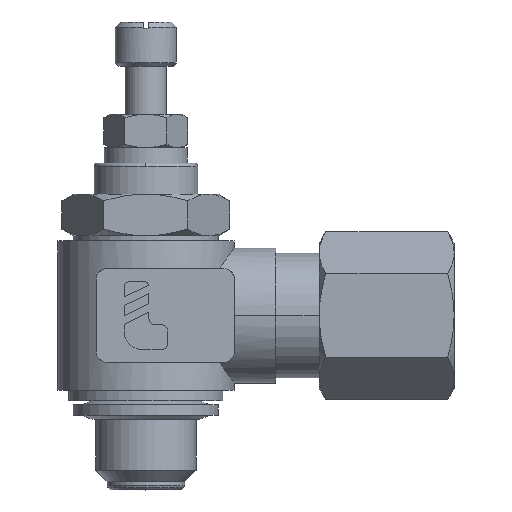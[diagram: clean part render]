
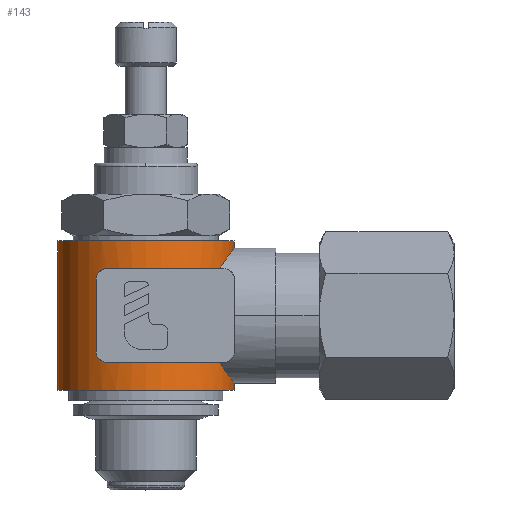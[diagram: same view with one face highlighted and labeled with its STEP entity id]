
A CAD part, top view. The second image highlights one B-rep face of the part: STEP entity #143.
In plain terms, the highlighted cylindrical face has radius 8.5 mm (diameter 17 mm), a partial arc.
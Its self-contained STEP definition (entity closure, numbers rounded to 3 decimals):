
#143=ADVANCED_FACE('',(#432),#433,.T.);
#432=FACE_OUTER_BOUND('',#826,.T.);
#433=CYLINDRICAL_SURFACE('',#827,8.5);
#826=EDGE_LOOP('',(#1760,#1761,#1762,#1763,#1764,#1765,#1766,#1767,#1768,#1769,#1770,#1771,#1772,#1773));
#827=AXIS2_PLACEMENT_3D('',#1774,#1775,#1776);
#1760=ORIENTED_EDGE('',*,*,#2576,.T.);
#1761=ORIENTED_EDGE('',*,*,#2738,.T.);
#1762=ORIENTED_EDGE('',*,*,#2712,.T.);
#1763=ORIENTED_EDGE('',*,*,#2710,.T.);
#1764=ORIENTED_EDGE('',*,*,#2699,.T.);
#1765=ORIENTED_EDGE('',*,*,#2689,.T.);
#1766=ORIENTED_EDGE('',*,*,#2693,.T.);
#1767=ORIENTED_EDGE('',*,*,#2707,.T.);
#1768=ORIENTED_EDGE('',*,*,#2704,.T.);
#1769=ORIENTED_EDGE('',*,*,#2530,.T.);
#1770=ORIENTED_EDGE('',*,*,#2580,.T.);
#1771=ORIENTED_EDGE('',*,*,#2739,.F.);
#1772=ORIENTED_EDGE('',*,*,#2578,.T.);
#1773=ORIENTED_EDGE('',*,*,#2740,.F.);
#1774=CARTESIAN_POINT('',(0.022,16.8,0.0));
#1775=DIRECTION('',(-0.0,1.0,0.0));
#1776=DIRECTION('',(1.0,0.0,0.0));
#2530=EDGE_CURVE('',#3027,#3025,#3028,.T.);
#2576=EDGE_CURVE('',#3118,#3119,#3120,.T.);
#2578=EDGE_CURVE('',#3123,#3121,#3124,.T.);
#2580=EDGE_CURVE('',#3025,#3125,#3127,.T.);
#2689=EDGE_CURVE('',#3304,#3305,#3306,.T.);
#2693=EDGE_CURVE('',#3305,#3312,#3313,.T.);
#2699=EDGE_CURVE('',#3322,#3304,#3323,.T.);
#2704=EDGE_CURVE('',#3330,#3027,#3331,.T.);
#2707=EDGE_CURVE('',#3312,#3330,#3335,.T.);
#2710=EDGE_CURVE('',#3338,#3322,#3339,.T.);
#2712=EDGE_CURVE('',#3341,#3338,#3342,.T.);
#2738=EDGE_CURVE('',#3119,#3341,#3380,.T.);
#2739=EDGE_CURVE('',#3123,#3125,#3381,.T.);
#2740=EDGE_CURVE('',#3118,#3121,#3382,.T.);
#3025=VERTEX_POINT('',#3784);
#3027=VERTEX_POINT('',#3797);
#3028=B_SPLINE_CURVE_WITH_KNOTS('',3,(#3798,#3799,#3800,#3801,#3802,#3803,#3804,#3805,#3806,#3807,#3808,#3809),.UNSPECIFIED.,.F.,.F.,(4,2,2,2,2,4),(25.917,26.064,27.349,28.633,29.918,31.202),.UNSPECIFIED.);
#3118=VERTEX_POINT('',#4060);
#3119=VERTEX_POINT('',#4061);
#3120=LINE('',#4062,#4063);
#3121=VERTEX_POINT('',#4064);
#3123=VERTEX_POINT('',#4066);
#3124=LINE('',#4067,#4068);
#3125=VERTEX_POINT('',#4069);
#3127=LINE('',#4071,#4072);
#3304=VERTEX_POINT('',#4472);
#3305=VERTEX_POINT('',#4473);
#3306=LINE('',#4474,#4475);
#3312=VERTEX_POINT('',#4484);
#3313=B_SPLINE_CURVE_WITH_KNOTS('',3,(#4485,#4486,#4487,#4488,#4489,#4490,#4491,#4492,#4493,#4494,#4495,#4496,#4497,#4498,#4499),.UNSPECIFIED.,.F.,.F.,(4,3,2,2,2,2,4),(-0.377,0.0,0.377,0.754,1.19,1.625,2.039),.UNSPECIFIED.);
#3322=VERTEX_POINT('',#4511);
#3323=B_SPLINE_CURVE_WITH_KNOTS('',3,(#4512,#4513,#4514,#4515,#4516,#4517,#4518,#4519,#4520,#4521,#4522,#4523,#4524,#4525),.UNSPECIFIED.,.F.,.F.,(4,2,2,2,2,2,4),(1.162,1.575,2.011,2.446,2.823,3.2,3.577),.UNSPECIFIED.);
#3330=VERTEX_POINT('',#4535);
#3331=CIRCLE('',#4536,8.5);
#3335=CIRCLE('',#4542,8.5);
#3338=VERTEX_POINT('',#4547);
#3339=CIRCLE('',#4548,8.5);
#3341=VERTEX_POINT('',#4551);
#3342=CIRCLE('',#4552,8.5);
#3380=B_SPLINE_CURVE_WITH_KNOTS('',3,(#4632,#4633,#4634,#4635,#4636,#4637,#4638,#4639,#4640,#4641,#4642,#4643),.UNSPECIFIED.,.F.,.F.,(4,2,2,2,2,4),(10.401,11.685,12.97,14.255,15.539,15.687),.UNSPECIFIED.);
#3381=CIRCLE('',#4644,8.5);
#3382=CIRCLE('',#4645,8.5);
#3784=CARTESIAN_POINT('',(8.522,23.3,0.));
#3797=CARTESIAN_POINT('',(7.111,21.3,4.69));
#3798=CARTESIAN_POINT('',(7.111,21.3,4.69));
#3799=CARTESIAN_POINT('',(7.132,21.332,4.659));
#3800=CARTESIAN_POINT('',(7.152,21.365,4.628));
#3801=CARTESIAN_POINT('',(7.35,21.672,4.321));
#3802=CARTESIAN_POINT('',(7.528,21.935,4.007));
#3803=CARTESIAN_POINT('',(7.858,22.405,3.317));
#3804=CARTESIAN_POINT('',(8.008,22.613,2.94));
#3805=CARTESIAN_POINT('',(8.258,22.952,2.144));
#3806=CARTESIAN_POINT('',(8.357,23.083,1.723));
#3807=CARTESIAN_POINT('',(8.489,23.257,0.865));
#3808=CARTESIAN_POINT('',(8.522,23.3,0.428));
#3809=CARTESIAN_POINT('',(8.522,23.3,0.));
#4060=CARTESIAN_POINT('',(8.522,9.6,0.0));
#4061=CARTESIAN_POINT('',(8.522,10.3,0.));
#4062=CARTESIAN_POINT('',(8.522,16.8,0.));
#4063=VECTOR('',#5729,1.0);
#4064=CARTESIAN_POINT('',(-8.478,9.6,0.));
#4066=CARTESIAN_POINT('',(-8.478,24.0,0.));
#4067=CARTESIAN_POINT('',(-8.478,16.8,0.));
#4068=VECTOR('',#5733,1.0);
#4069=CARTESIAN_POINT('',(8.522,24.0,0.0));
#4071=CARTESIAN_POINT('',(8.522,16.8,0.));
#4072=VECTOR('',#5737,1.0);
#4472=CARTESIAN_POINT('',(-4.766,13.3,7.023));
#4473=CARTESIAN_POINT('',(-4.766,20.3,7.023));
#4474=CARTESIAN_POINT('',(-4.766,16.8,7.023));
#4475=VECTOR('',#5901,1.0);
#4484=CARTESIAN_POINT('',(-3.766,21.3,7.609));
#4485=CARTESIAN_POINT('',(-4.692,19.923,7.073));
#4486=CARTESIAN_POINT('',(-4.741,20.043,7.04));
#4487=CARTESIAN_POINT('',(-4.766,20.174,7.023));
#4488=CARTESIAN_POINT('',(-4.766,20.3,7.023));
#4489=CARTESIAN_POINT('',(-4.766,20.426,7.023));
#4490=CARTESIAN_POINT('',(-4.741,20.557,7.04));
#4491=CARTESIAN_POINT('',(-4.644,20.796,7.105));
#4492=CARTESIAN_POINT('',(-4.572,20.903,7.152));
#4493=CARTESIAN_POINT('',(-4.401,21.084,7.259));
#4494=CARTESIAN_POINT('',(-4.286,21.165,7.329));
#4495=CARTESIAN_POINT('',(-4.034,21.273,7.471));
#4496=CARTESIAN_POINT('',(-3.896,21.3,7.544));
#4497=CARTESIAN_POINT('',(-3.643,21.3,7.671));
#4498=CARTESIAN_POINT('',(-3.508,21.276,7.733));
#4499=CARTESIAN_POINT('',(-3.383,21.224,7.788));
#4511=CARTESIAN_POINT('',(-3.766,12.3,7.609));
#4512=CARTESIAN_POINT('',(-3.383,12.376,7.788));
#4513=CARTESIAN_POINT('',(-3.508,12.324,7.733));
#4514=CARTESIAN_POINT('',(-3.643,12.3,7.671));
#4515=CARTESIAN_POINT('',(-3.896,12.3,7.544));
#4516=CARTESIAN_POINT('',(-4.034,12.327,7.471));
#4517=CARTESIAN_POINT('',(-4.286,12.435,7.329));
#4518=CARTESIAN_POINT('',(-4.401,12.516,7.259));
#4519=CARTESIAN_POINT('',(-4.572,12.697,7.152));
#4520=CARTESIAN_POINT('',(-4.644,12.804,7.105));
#4521=CARTESIAN_POINT('',(-4.741,13.043,7.04));
#4522=CARTESIAN_POINT('',(-4.766,13.174,7.023));
#4523=CARTESIAN_POINT('',(-4.766,13.426,7.023));
#4524=CARTESIAN_POINT('',(-4.741,13.557,7.04));
#4525=CARTESIAN_POINT('',(-4.692,13.677,7.073));
#4535=CARTESIAN_POINT('',(0.022,21.3,8.5));
#4536=AXIS2_PLACEMENT_3D('',#5920,#5921,#5922);
#4542=AXIS2_PLACEMENT_3D('',#5925,#5926,#5927);
#4547=CARTESIAN_POINT('',(0.022,12.3,8.5));
#4548=AXIS2_PLACEMENT_3D('',#5930,#5931,#5932);
#4551=CARTESIAN_POINT('',(7.111,12.3,4.69));
#4552=AXIS2_PLACEMENT_3D('',#5934,#5935,#5936);
#4632=CARTESIAN_POINT('',(8.522,10.3,0.));
#4633=CARTESIAN_POINT('',(8.522,10.3,0.428));
#4634=CARTESIAN_POINT('',(8.489,10.343,0.865));
#4635=CARTESIAN_POINT('',(8.357,10.517,1.723));
#4636=CARTESIAN_POINT('',(8.258,10.648,2.144));
#4637=CARTESIAN_POINT('',(8.008,10.987,2.94));
#4638=CARTESIAN_POINT('',(7.858,11.195,3.317));
#4639=CARTESIAN_POINT('',(7.528,11.665,4.007));
#4640=CARTESIAN_POINT('',(7.35,11.928,4.321));
#4641=CARTESIAN_POINT('',(7.152,12.235,4.628));
#4642=CARTESIAN_POINT('',(7.132,12.268,4.659));
#4643=CARTESIAN_POINT('',(7.111,12.3,4.69));
#4644=AXIS2_PLACEMENT_3D('',#5974,#5975,#5976);
#4645=AXIS2_PLACEMENT_3D('',#5977,#5978,#5979);
#5729=DIRECTION('',(0.0,1.0,0.0));
#5733=DIRECTION('',(-0.0,-1.0,-0.0));
#5737=DIRECTION('',(0.0,1.0,0.0));
#5901=DIRECTION('',(0.0,1.0,0.0));
#5920=CARTESIAN_POINT('',(0.022,21.3,0.0));
#5921=DIRECTION('',(-0.0,1.0,0.0));
#5922=DIRECTION('',(1.0,0.0,0.0));
#5925=CARTESIAN_POINT('',(0.022,21.3,0.0));
#5926=DIRECTION('',(-0.0,1.0,0.0));
#5927=DIRECTION('',(1.0,0.0,0.0));
#5930=CARTESIAN_POINT('',(0.022,12.3,0.0));
#5931=DIRECTION('',(0.0,-1.0,0.0));
#5932=DIRECTION('',(1.0,0.0,0.0));
#5934=CARTESIAN_POINT('',(0.022,12.3,0.0));
#5935=DIRECTION('',(0.0,-1.0,0.0));
#5936=DIRECTION('',(1.0,0.0,0.0));
#5974=CARTESIAN_POINT('',(0.022,24.0,0.0));
#5975=DIRECTION('',(-0.0,1.0,0.0));
#5976=DIRECTION('',(1.0,0.0,0.0));
#5977=CARTESIAN_POINT('',(0.022,9.6,0.0));
#5978=DIRECTION('',(0.0,-1.0,0.0));
#5979=DIRECTION('',(1.0,0.0,0.0));
